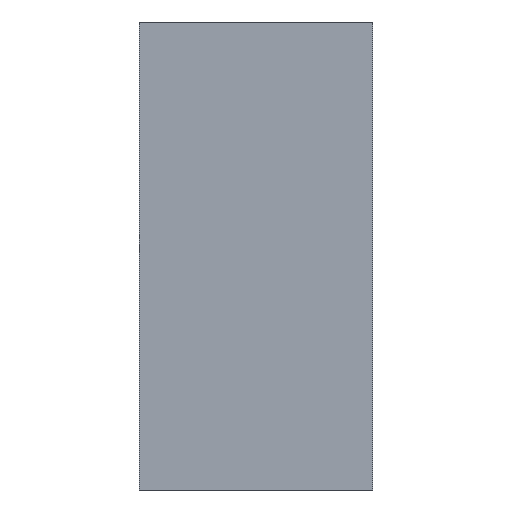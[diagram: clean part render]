
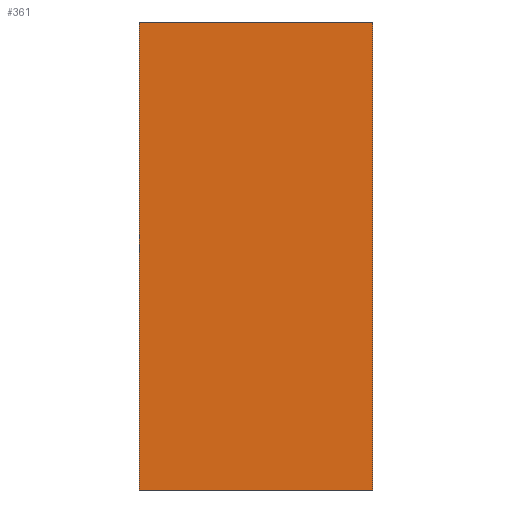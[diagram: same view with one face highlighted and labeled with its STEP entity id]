
A CAD part, left-side view. The second image highlights one B-rep face of the part: STEP entity #361.
In plain terms, the highlighted planar face has unit normal (-1, 0, 0).
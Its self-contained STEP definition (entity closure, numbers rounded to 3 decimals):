
#3 = EDGE_CURVE ( 'NONE', #80, #363, #442, .T. ) ;
#4 = CARTESIAN_POINT ( 'NONE',  ( -15., 60., 10. ) ) ;
#37 = CARTESIAN_POINT ( 'NONE',  ( -15., 70., 10. ) ) ;
#48 = DIRECTION ( 'NONE',  ( 0., 0., -1. ) ) ;
#75 = VECTOR ( 'NONE', #417, 1000. ) ;
#80 = VERTEX_POINT ( 'NONE', #338 ) ;
#112 = CARTESIAN_POINT ( 'NONE',  ( -15., 70., 10. ) ) ;
#114 = DIRECTION ( 'NONE',  ( 0., 0., 1. ) ) ;
#116 = EDGE_CURVE ( 'NONE', #363, #118, #312, .T. ) ;
#118 = VERTEX_POINT ( 'NONE', #145 ) ;
#145 = CARTESIAN_POINT ( 'NONE',  ( -15., 60., 10. ) ) ;
#148 = EDGE_CURVE ( 'NONE', #80, #230, #349, .T. ) ;
#153 = CARTESIAN_POINT ( 'NONE',  ( -15., 70., 10. ) ) ;
#159 = VECTOR ( 'NONE', #302, 1000. ) ;
#168 = DIRECTION ( 'NONE',  ( 0., -1., 0. ) ) ;
#170 = EDGE_LOOP ( 'NONE', ( #308, #332, #303, #399 ) ) ;
#207 = LINE ( 'NONE', #347, #159 ) ;
#220 = CARTESIAN_POINT ( 'NONE',  ( -15., 60., -10. ) ) ;
#230 = VERTEX_POINT ( 'NONE', #112 ) ;
#250 = PLANE ( 'NONE',  #390 ) ;
#299 = EDGE_CURVE ( 'NONE', #230, #118, #207, .T. ) ;
#302 = DIRECTION ( 'NONE',  ( 0., -1., 0. ) ) ;
#303 = ORIENTED_EDGE ( 'NONE', *, *, #148, .F. ) ;
#308 = ORIENTED_EDGE ( 'NONE', *, *, #116, .T. ) ;
#312 = LINE ( 'NONE', #4, #335 ) ;
#332 = ORIENTED_EDGE ( 'NONE', *, *, #299, .F. ) ;
#335 = VECTOR ( 'NONE', #114, 1000. ) ;
#338 = CARTESIAN_POINT ( 'NONE',  ( -15., 70., -10. ) ) ;
#347 = CARTESIAN_POINT ( 'NONE',  ( -15., 70., 10. ) ) ;
#349 = LINE ( 'NONE', #37, #75 ) ;
#353 = FACE_OUTER_BOUND ( 'NONE', #170, .T. ) ;
#355 = VECTOR ( 'NONE', #168, 1000. ) ;
#361 = ADVANCED_FACE ( 'NONE', ( #353 ), #250, .F. ) ;
#363 = VERTEX_POINT ( 'NONE', #220 ) ;
#390 = AXIS2_PLACEMENT_3D ( 'NONE', #153, #427, #48 ) ;
#399 = ORIENTED_EDGE ( 'NONE', *, *, #3, .T. ) ;
#417 = DIRECTION ( 'NONE',  ( 0., 0., 1. ) ) ;
#427 = DIRECTION ( 'NONE',  ( 1., 0., 0. ) ) ;
#441 = CARTESIAN_POINT ( 'NONE',  ( -15., 70., -10. ) ) ;
#442 = LINE ( 'NONE', #441, #355 ) ;
